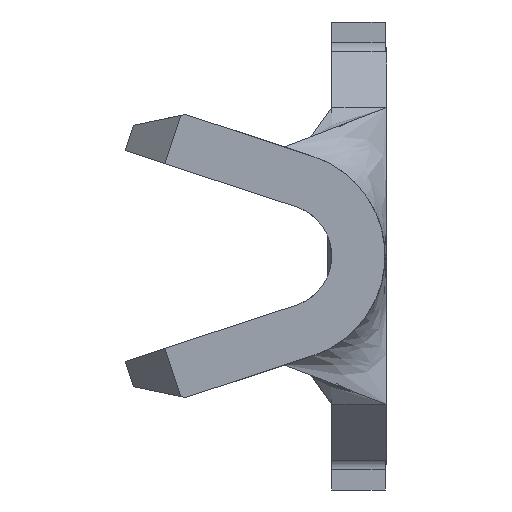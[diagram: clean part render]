
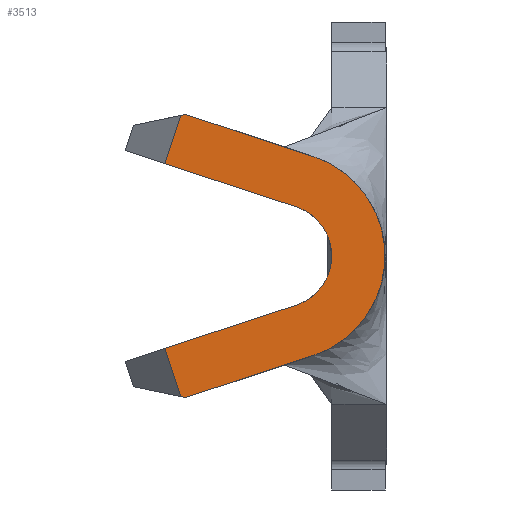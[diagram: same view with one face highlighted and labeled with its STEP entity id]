
A CAD part, left-side view. The second image highlights one B-rep face of the part: STEP entity #3513.
In plain terms, the highlighted planar face has unit normal (-1, 0, 0).
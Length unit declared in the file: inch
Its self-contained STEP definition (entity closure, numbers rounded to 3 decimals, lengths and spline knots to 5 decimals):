
#6 = ORIENTED_EDGE ( 'NONE', *, *, #4990, .T. ) ;
#24 = EDGE_CURVE ( 'NONE', #4845, #2941, #4778, .T. ) ;
#51 = EDGE_CURVE ( 'NONE', #5390, #3324, #4749, .T. ) ;
#104 = EDGE_CURVE ( 'NONE', #2143, #3324, #4687, .T. ) ;
#172 = EDGE_CURVE ( 'NONE', #269, #2143, #4597, .T. ) ;
#214 = EDGE_CURVE ( 'NONE', #2728, #269, #4549, .T. ) ;
#217 = ORIENTED_EDGE ( 'NONE', *, *, #634, .T. ) ;
#218 = VERTEX_POINT ( 'NONE', #2572 ) ;
#269 = VERTEX_POINT ( 'NONE', #2420 ) ;
#306 = DIRECTION ( 'NONE',  ( 0., 0., -1. ) ) ;
#418 = CARTESIAN_POINT ( 'NONE',  ( -0.422, 0.11967, 0.085 ) ) ;
#452 = CARTESIAN_POINT ( 'NONE',  ( -0.422, 0.13226, -0.05546 ) ) ;
#559 = DIRECTION ( 'NONE',  ( 0., -0.313, -0.95 ) ) ;
#584 = EDGE_CURVE ( 'NONE', #2941, #218, #4054, .T. ) ;
#597 = CARTESIAN_POINT ( 'NONE',  ( -0.422, 0.12725, -0.07065 ) ) ;
#634 = EDGE_CURVE ( 'NONE', #4858, #2728, #4000, .T. ) ;
#789 = ORIENTED_EDGE ( 'NONE', *, *, #104, .T. ) ;
#882 = VECTOR ( 'NONE', #1091, 39.37008 ) ;
#945 = LINE ( 'NONE', #3471, #970 ) ;
#970 = VECTOR ( 'NONE', #5661, 39.37008 ) ;
#984 = LINE ( 'NONE', #3074, #882 ) ;
#1091 = DIRECTION ( 'NONE',  ( 0., 0.95, -0.313 ) ) ;
#1214 = CIRCLE ( 'NONE', #4539, 0.063 ) ;
#1281 = ORIENTED_EDGE ( 'NONE', *, *, #172, .T. ) ;
#1843 = AXIS2_PLACEMENT_3D ( 'NONE', #4964, #4939, #4925 ) ;
#1867 = CARTESIAN_POINT ( 'NONE',  ( -0.422, 0.04329, 0.05984 ) ) ;
#1889 = DIRECTION ( 'NONE',  ( 0., 0.95, 0.313 ) ) ;
#2072 = CARTESIAN_POINT ( 'NONE',  ( -0.422, 0.04329, 0.05984 ) ) ;
#2143 = VERTEX_POINT ( 'NONE', #5286 ) ;
#2226 = ORIENTED_EDGE ( 'NONE', *, *, #214, .T. ) ;
#2309 = ORIENTED_EDGE ( 'NONE', *, *, #584, .T. ) ;
#2395 = CARTESIAN_POINT ( 'NONE',  ( -0.422, 0.063, 0. ) ) ;
#2420 = CARTESIAN_POINT ( 'NONE',  ( -0.422, 0.12273, 0.08436 ) ) ;
#2452 = FACE_OUTER_BOUND ( 'NONE', #5565, .T. ) ;
#2572 = CARTESIAN_POINT ( 'NONE',  ( -0.422, 0.11967, -0.085 ) ) ;
#2610 = CARTESIAN_POINT ( 'NONE',  ( -0.422, 0.11967, 0.085 ) ) ;
#2631 = DIRECTION ( 'NONE',  ( 0., 0.979, -0.204 ) ) ;
#2728 = VERTEX_POINT ( 'NONE', #418 ) ;
#2753 = DIRECTION ( 'NONE',  ( 0., 0.313, -0.95 ) ) ;
#2790 = CARTESIAN_POINT ( 'NONE',  ( -0.422, 0.13226, 0.05546 ) ) ;
#2826 = ORIENTED_EDGE ( 'NONE', *, *, #51, .F. ) ;
#2867 = DIRECTION ( 'NONE',  ( -1., 0., 0. ) ) ;
#2941 = VERTEX_POINT ( 'NONE', #5014 ) ;
#3074 = CARTESIAN_POINT ( 'NONE',  ( -0.422, 0.0533, -0.02944 ) ) ;
#3214 = ORIENTED_EDGE ( 'NONE', *, *, #24, .T. ) ;
#3324 = VERTEX_POINT ( 'NONE', #3864 ) ;
#3353 = DIRECTION ( 'NONE',  ( 1., 0., 0. ) ) ;
#3403 = CARTESIAN_POINT ( 'NONE',  ( -0.422, 0.0533, -0.02944 ) ) ;
#3471 = CARTESIAN_POINT ( 'NONE',  ( -0.422, 0.11967, -0.085 ) ) ;
#3513 = ADVANCED_FACE ( 'NONE', ( #2452 ), #4857, .T. ) ;
#3690 = CARTESIAN_POINT ( 'NONE',  ( -0.422, 0.156, 0.06328 ) ) ;
#3812 = DIRECTION ( 'NONE',  ( 0., -0.95, -0.313 ) ) ;
#3829 = ORIENTED_EDGE ( 'NONE', *, *, #4649, .F. ) ;
#3864 = CARTESIAN_POINT ( 'NONE',  ( -0.422, 0.0533, 0.02944 ) ) ;
#3988 = VECTOR ( 'NONE', #1889, 39.37008 ) ;
#4000 = LINE ( 'NONE', #1867, #3988 ) ;
#4054 = LINE ( 'NONE', #4775, #4060 ) ;
#4060 = VECTOR ( 'NONE', #4787, 39.37008 ) ;
#4188 = AXIS2_PLACEMENT_3D ( 'NONE', #2395, #2867, #5544 ) ;
#4279 = ORIENTED_EDGE ( 'NONE', *, *, #4835, .T. ) ;
#4539 = AXIS2_PLACEMENT_3D ( 'NONE', #5559, #3353, #306 ) ;
#4549 = LINE ( 'NONE', #2610, #4551 ) ;
#4551 = VECTOR ( 'NONE', #2631, 39.37008 ) ;
#4589 = VECTOR ( 'NONE', #2753, 39.37008 ) ;
#4597 = LINE ( 'NONE', #2790, #4589 ) ;
#4649 = EDGE_CURVE ( 'NONE', #4858, #5510, #1214, .T. ) ;
#4671 = VECTOR ( 'NONE', #3812, 39.37008 ) ;
#4687 = LINE ( 'NONE', #3690, #4671 ) ;
#4747 = VECTOR ( 'NONE', #559, 39.37008 ) ;
#4749 = CIRCLE ( 'NONE', #1843, 0.031 ) ;
#4775 = CARTESIAN_POINT ( 'NONE',  ( -0.422, 0.15099, -0.07848 ) ) ;
#4778 = LINE ( 'NONE', #597, #4747 ) ;
#4787 = DIRECTION ( 'NONE',  ( 0., -0.979, -0.204 ) ) ;
#4835 = EDGE_CURVE ( 'NONE', #218, #5510, #945, .T. ) ;
#4845 = VERTEX_POINT ( 'NONE', #452 ) ;
#4857 = PLANE ( 'NONE',  #4188 ) ;
#4858 = VERTEX_POINT ( 'NONE', #2072 ) ;
#4925 = DIRECTION ( 'NONE',  ( 0., 0., -1. ) ) ;
#4939 = DIRECTION ( 'NONE',  ( -1., 0., 0. ) ) ;
#4949 = CARTESIAN_POINT ( 'NONE',  ( -0.422, 0.04329, -0.05984 ) ) ;
#4964 = CARTESIAN_POINT ( 'NONE',  ( -0.422, 0.063, 0. ) ) ;
#4990 = EDGE_CURVE ( 'NONE', #5390, #4845, #984, .T. ) ;
#5014 = CARTESIAN_POINT ( 'NONE',  ( -0.422, 0.12273, -0.08436 ) ) ;
#5286 = CARTESIAN_POINT ( 'NONE',  ( -0.422, 0.13226, 0.05546 ) ) ;
#5390 = VERTEX_POINT ( 'NONE', #3403 ) ;
#5510 = VERTEX_POINT ( 'NONE', #4949 ) ;
#5544 = DIRECTION ( 'NONE',  ( 0., 0., 1. ) ) ;
#5559 = CARTESIAN_POINT ( 'NONE',  ( -0.422, 0.063, 0. ) ) ;
#5565 = EDGE_LOOP ( 'NONE', ( #6, #3214, #2309, #4279, #3829, #217, #2226, #1281, #789, #2826 ) ) ;
#5661 = DIRECTION ( 'NONE',  ( 0., -0.95, 0.313 ) ) ;
